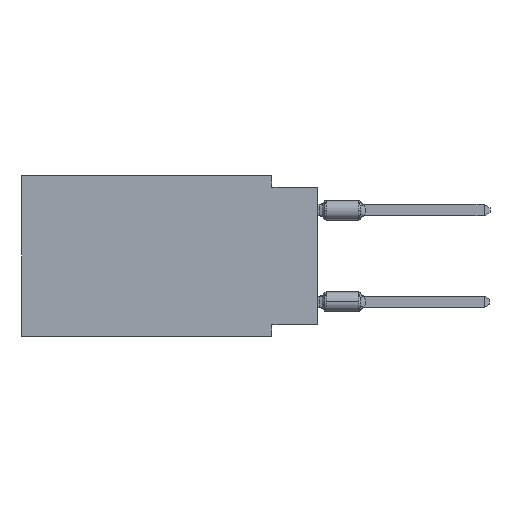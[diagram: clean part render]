
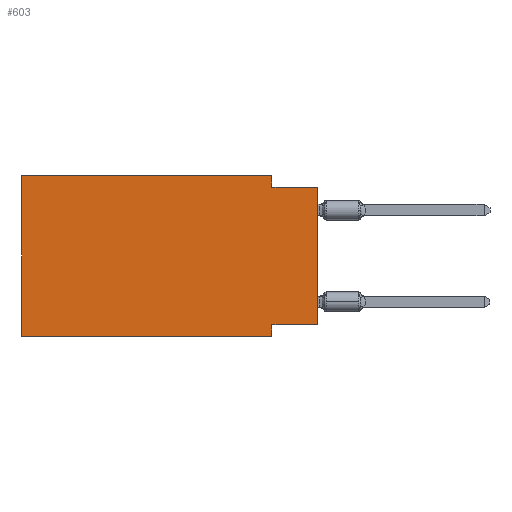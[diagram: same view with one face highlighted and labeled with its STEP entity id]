
A CAD part, left-side view. The second image highlights one B-rep face of the part: STEP entity #603.
In plain terms, the highlighted planar face has unit normal (-1, 0, 0).
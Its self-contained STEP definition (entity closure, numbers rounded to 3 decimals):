
#399 = VERTEX_POINT ( 'NONE', #12384 ) ;
#456 = LINE ( 'NONE', #13372, #5832 ) ;
#503 = EDGE_CURVE ( 'NONE', #399, #544, #7858, .T. ) ;
#544 = VERTEX_POINT ( 'NONE', #4584 ) ;
#603 = ADVANCED_FACE ( 'NONE', ( #919 ), #12763, .F. ) ;
#683 = CARTESIAN_POINT ( 'NONE',  ( 0., 2.54, -8.255 ) ) ;
#919 = FACE_OUTER_BOUND ( 'NONE', #3680, .T. ) ;
#1071 = DIRECTION ( 'NONE',  ( 1., 0., 0. ) ) ;
#1152 = DIRECTION ( 'NONE',  ( 0., 1., 0. ) ) ;
#1157 = EDGE_CURVE ( 'NONE', #12968, #5240, #12406, .T. ) ;
#1204 = ORIENTED_EDGE ( 'NONE', *, *, #1157, .F. ) ;
#1861 = DIRECTION ( 'NONE',  ( 0., 0., 1. ) ) ;
#1922 = ORIENTED_EDGE ( 'NONE', *, *, #10353, .F. ) ;
#2137 = VECTOR ( 'NONE', #9338, 1000. ) ;
#2391 = CARTESIAN_POINT ( 'NONE',  ( 0., 2.54, -8.89 ) ) ;
#2688 = VECTOR ( 'NONE', #4370, 1000. ) ;
#3233 = ORIENTED_EDGE ( 'NONE', *, *, #9563, .F. ) ;
#3342 = CARTESIAN_POINT ( 'NONE',  ( 0., 0., -0.635 ) ) ;
#3374 = CARTESIAN_POINT ( 'NONE',  ( 0., 0., -8.255 ) ) ;
#3448 = LINE ( 'NONE', #3374, #8281 ) ;
#3483 = VECTOR ( 'NONE', #6413, 1000. ) ;
#3680 = EDGE_LOOP ( 'NONE', ( #12817, #3233, #3853, #4705, #1922, #12433, #1204, #11151 ) ) ;
#3786 = CARTESIAN_POINT ( 'NONE',  ( 0., 0., -8.255 ) ) ;
#3853 = ORIENTED_EDGE ( 'NONE', *, *, #503, .F. ) ;
#4370 = DIRECTION ( 'NONE',  ( 0., 0., 1. ) ) ;
#4400 = EDGE_CURVE ( 'NONE', #9790, #12968, #3448, .T. ) ;
#4584 = CARTESIAN_POINT ( 'NONE',  ( 0., 2.54, -0.635 ) ) ;
#4615 = CARTESIAN_POINT ( 'NONE',  ( 0., 16.383, -8.89 ) ) ;
#4705 = ORIENTED_EDGE ( 'NONE', *, *, #5153, .F. ) ;
#5153 = EDGE_CURVE ( 'NONE', #11825, #399, #9406, .T. ) ;
#5203 = DIRECTION ( 'NONE',  ( 0., -1., 0. ) ) ;
#5240 = VERTEX_POINT ( 'NONE', #2391 ) ;
#5755 = DIRECTION ( 'NONE',  ( 0., 0., -1. ) ) ;
#5832 = VECTOR ( 'NONE', #5203, 1000. ) ;
#6260 = LINE ( 'NONE', #10946, #12399 ) ;
#6413 = DIRECTION ( 'NONE',  ( 0., 0., -1. ) ) ;
#6779 = LINE ( 'NONE', #13613, #2688 ) ;
#6916 = CARTESIAN_POINT ( 'NONE',  ( 0., 16.383, 0. ) ) ;
#6972 = EDGE_CURVE ( 'NONE', #9966, #5240, #456, .T. ) ;
#7491 = VECTOR ( 'NONE', #13828, 1000. ) ;
#7858 = LINE ( 'NONE', #11302, #7491 ) ;
#8281 = VECTOR ( 'NONE', #1152, 1000. ) ;
#8412 = CARTESIAN_POINT ( 'NONE',  ( 0., 16.383, 0. ) ) ;
#9338 = DIRECTION ( 'NONE',  ( 0., -1., 0. ) ) ;
#9406 = LINE ( 'NONE', #8412, #2137 ) ;
#9467 = AXIS2_PLACEMENT_3D ( 'NONE', #6916, #1071, #5755 ) ;
#9563 = EDGE_CURVE ( 'NONE', #544, #13457, #15115, .T. ) ;
#9573 = CARTESIAN_POINT ( 'NONE',  ( 0., 0., -0.635 ) ) ;
#9790 = VERTEX_POINT ( 'NONE', #3786 ) ;
#9966 = VERTEX_POINT ( 'NONE', #4615 ) ;
#10353 = EDGE_CURVE ( 'NONE', #9966, #11825, #6779, .T. ) ;
#10581 = VECTOR ( 'NONE', #11651, 1000. ) ;
#10946 = CARTESIAN_POINT ( 'NONE',  ( 0., 0., 0. ) ) ;
#11151 = ORIENTED_EDGE ( 'NONE', *, *, #4400, .F. ) ;
#11291 = CARTESIAN_POINT ( 'NONE',  ( 0., 16.383, 0. ) ) ;
#11302 = CARTESIAN_POINT ( 'NONE',  ( 0., 2.54, 0. ) ) ;
#11651 = DIRECTION ( 'NONE',  ( 0., -1., 0. ) ) ;
#11825 = VERTEX_POINT ( 'NONE', #11291 ) ;
#12384 = CARTESIAN_POINT ( 'NONE',  ( 0., 2.54, 0. ) ) ;
#12399 = VECTOR ( 'NONE', #1861, 1000. ) ;
#12406 = LINE ( 'NONE', #14797, #3483 ) ;
#12433 = ORIENTED_EDGE ( 'NONE', *, *, #6972, .T. ) ;
#12763 = PLANE ( 'NONE',  #9467 ) ;
#12817 = ORIENTED_EDGE ( 'NONE', *, *, #14794, .T. ) ;
#12968 = VERTEX_POINT ( 'NONE', #683 ) ;
#13372 = CARTESIAN_POINT ( 'NONE',  ( 0., 16.383, -8.89 ) ) ;
#13457 = VERTEX_POINT ( 'NONE', #3342 ) ;
#13613 = CARTESIAN_POINT ( 'NONE',  ( 0., 16.383, 0. ) ) ;
#13828 = DIRECTION ( 'NONE',  ( 0., 0., -1. ) ) ;
#14794 = EDGE_CURVE ( 'NONE', #9790, #13457, #6260, .T. ) ;
#14797 = CARTESIAN_POINT ( 'NONE',  ( 0., 2.54, -8.89 ) ) ;
#15115 = LINE ( 'NONE', #9573, #10581 ) ;
